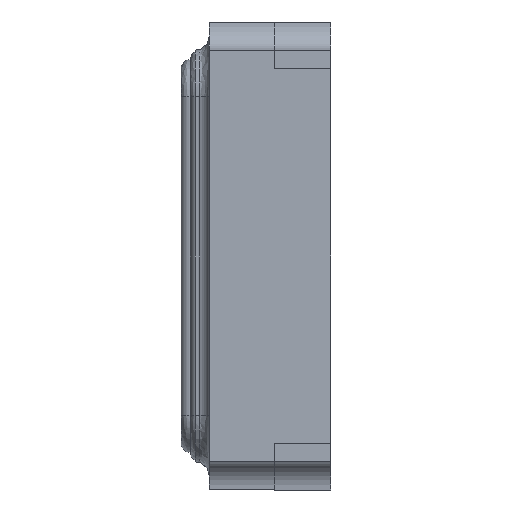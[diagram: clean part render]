
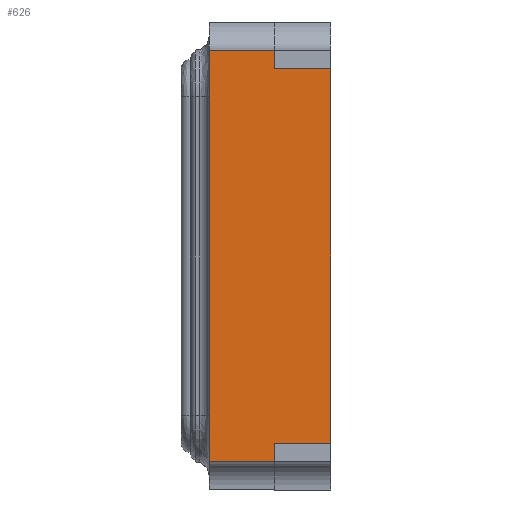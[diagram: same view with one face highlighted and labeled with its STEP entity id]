
A CAD part, left-side view. The second image highlights one B-rep face of the part: STEP entity #626.
In plain terms, the highlighted planar face has unit normal (-1, 0, 0).
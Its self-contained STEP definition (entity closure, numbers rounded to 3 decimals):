
#63 = VECTOR ( 'NONE', #1428, 1000. ) ;
#111 = ORIENTED_EDGE ( 'NONE', *, *, #273, .F. ) ;
#132 = VERTEX_POINT ( 'NONE', #653 ) ;
#192 = VECTOR ( 'NONE', #3899, 1000. ) ;
#273 = EDGE_CURVE ( 'NONE', #1435, #2287, #3228, .T. ) ;
#421 = CARTESIAN_POINT ( 'NONE',  ( -1.6, 0., 1. ) ) ;
#505 = EDGE_CURVE ( 'NONE', #805, #719, #2198, .T. ) ;
#577 = DIRECTION ( 'NONE',  ( 0., 0., -1. ) ) ;
#588 = CARTESIAN_POINT ( 'NONE',  ( -1.6, 0., 1.25 ) ) ;
#616 = VECTOR ( 'NONE', #1015, 1000. ) ;
#626 = ADVANCED_FACE ( 'NONE', ( #1704 ), #750, .F. ) ;
#653 = CARTESIAN_POINT ( 'NONE',  ( -1.6, 0.3, 1. ) ) ;
#687 = DIRECTION ( 'NONE',  ( 0., 0., -1. ) ) ;
#699 = ORIENTED_EDGE ( 'NONE', *, *, #2652, .F. ) ;
#719 = VERTEX_POINT ( 'NONE', #3595 ) ;
#750 = PLANE ( 'NONE',  #2637 ) ;
#753 = DIRECTION ( 'NONE',  ( 0., 0., -1. ) ) ;
#805 = VERTEX_POINT ( 'NONE', #809 ) ;
#809 = CARTESIAN_POINT ( 'NONE',  ( -1.6, 0.65, 1.1 ) ) ;
#857 = CARTESIAN_POINT ( 'NONE',  ( -1.6, 0.65, -1.1 ) ) ;
#1015 = DIRECTION ( 'NONE',  ( 0., 1., 0. ) ) ;
#1045 = CARTESIAN_POINT ( 'NONE',  ( -1.6, 0.3, -1.1 ) ) ;
#1088 = DIRECTION ( 'NONE',  ( 1., 0., 0. ) ) ;
#1287 = ORIENTED_EDGE ( 'NONE', *, *, #3043, .F. ) ;
#1288 = LINE ( 'NONE', #3690, #2703 ) ;
#1398 = CARTESIAN_POINT ( 'NONE',  ( -1.6, 0., -1. ) ) ;
#1428 = DIRECTION ( 'NONE',  ( 0., 0., 1. ) ) ;
#1435 = VERTEX_POINT ( 'NONE', #1398 ) ;
#1590 = VERTEX_POINT ( 'NONE', #857 ) ;
#1625 = CARTESIAN_POINT ( 'NONE',  ( -1.6, 0.65, -1. ) ) ;
#1647 = CARTESIAN_POINT ( 'NONE',  ( -1.6, 0.3, 1.25 ) ) ;
#1704 = FACE_OUTER_BOUND ( 'NONE', #3053, .T. ) ;
#1739 = CARTESIAN_POINT ( 'NONE',  ( -1.6, 0.65, 0. ) ) ;
#1760 = LINE ( 'NONE', #2391, #192 ) ;
#1777 = ORIENTED_EDGE ( 'NONE', *, *, #2072, .F. ) ;
#1779 = LINE ( 'NONE', #1739, #63 ) ;
#1785 = EDGE_CURVE ( 'NONE', #719, #132, #2888, .T. ) ;
#1836 = CARTESIAN_POINT ( 'NONE',  ( -1.6, 0.65, 1.1 ) ) ;
#1843 = VERTEX_POINT ( 'NONE', #1045 ) ;
#1855 = DIRECTION ( 'NONE',  ( 0., -1., 0. ) ) ;
#1917 = CARTESIAN_POINT ( 'NONE',  ( -1.6, 0.3, -1. ) ) ;
#2071 = VECTOR ( 'NONE', #753, 1000. ) ;
#2072 = EDGE_CURVE ( 'NONE', #2287, #1843, #1288, .T. ) ;
#2184 = ORIENTED_EDGE ( 'NONE', *, *, #3488, .F. ) ;
#2198 = LINE ( 'NONE', #1836, #3418 ) ;
#2287 = VERTEX_POINT ( 'NONE', #1917 ) ;
#2391 = CARTESIAN_POINT ( 'NONE',  ( -1.6, 0.65, 1. ) ) ;
#2627 = ORIENTED_EDGE ( 'NONE', *, *, #3420, .F. ) ;
#2637 = AXIS2_PLACEMENT_3D ( 'NONE', #3813, #1088, #2822 ) ;
#2652 = EDGE_CURVE ( 'NONE', #1843, #1590, #3097, .T. ) ;
#2680 = LINE ( 'NONE', #588, #3847 ) ;
#2703 = VECTOR ( 'NONE', #687, 1000. ) ;
#2822 = DIRECTION ( 'NONE',  ( 0., 0., -1. ) ) ;
#2828 = DIRECTION ( 'NONE',  ( 0., 1., 0. ) ) ;
#2888 = LINE ( 'NONE', #1647, #2071 ) ;
#3043 = EDGE_CURVE ( 'NONE', #3753, #1435, #2680, .T. ) ;
#3053 = EDGE_LOOP ( 'NONE', ( #2184, #3265, #3438, #2627, #699, #1777, #111, #1287 ) ) ;
#3097 = LINE ( 'NONE', #3789, #616 ) ;
#3228 = LINE ( 'NONE', #1625, #3413 ) ;
#3265 = ORIENTED_EDGE ( 'NONE', *, *, #1785, .F. ) ;
#3413 = VECTOR ( 'NONE', #2828, 1000. ) ;
#3418 = VECTOR ( 'NONE', #1855, 1000. ) ;
#3420 = EDGE_CURVE ( 'NONE', #1590, #805, #1779, .T. ) ;
#3438 = ORIENTED_EDGE ( 'NONE', *, *, #505, .F. ) ;
#3488 = EDGE_CURVE ( 'NONE', #132, #3753, #1760, .T. ) ;
#3595 = CARTESIAN_POINT ( 'NONE',  ( -1.6, 0.3, 1.1 ) ) ;
#3690 = CARTESIAN_POINT ( 'NONE',  ( -1.6, 0.3, 1.25 ) ) ;
#3753 = VERTEX_POINT ( 'NONE', #421 ) ;
#3789 = CARTESIAN_POINT ( 'NONE',  ( -1.6, 0.65, -1.1 ) ) ;
#3813 = CARTESIAN_POINT ( 'NONE',  ( -1.6, 0.65, 1.25 ) ) ;
#3847 = VECTOR ( 'NONE', #577, 1000. ) ;
#3899 = DIRECTION ( 'NONE',  ( 0., -1., 0. ) ) ;
